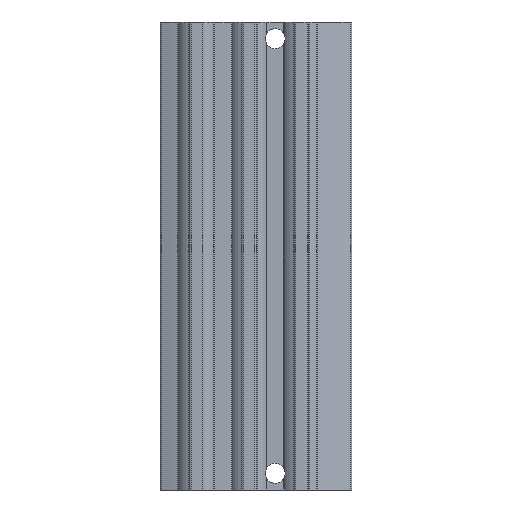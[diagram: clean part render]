
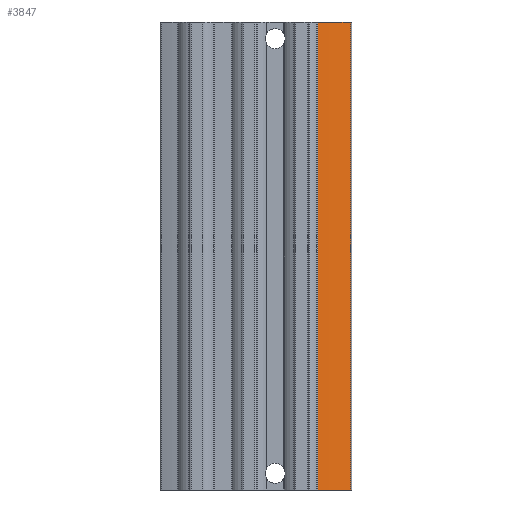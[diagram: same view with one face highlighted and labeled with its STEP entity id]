
A CAD part, front view. The second image highlights one B-rep face of the part: STEP entity #3847.
In plain terms, the highlighted cylindrical face has radius 60 mm (diameter 120 mm), a partial arc.
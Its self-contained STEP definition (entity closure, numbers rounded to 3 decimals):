
#213=CIRCLE('',#4121,60.);
#214=CIRCLE('',#4122,60.);
#560=ORIENTED_EDGE('',*,*,#1576,.F.);
#561=ORIENTED_EDGE('',*,*,#1575,.F.);
#562=ORIENTED_EDGE('',*,*,#1577,.T.);
#563=ORIENTED_EDGE('',*,*,#1578,.T.);
#1575=EDGE_CURVE('',#2077,#2076,#2426,.T.);
#1576=EDGE_CURVE('',#2076,#2078,#213,.T.);
#1577=EDGE_CURVE('',#2077,#2079,#214,.T.);
#1578=EDGE_CURVE('',#2079,#2078,#2427,.T.);
#2076=VERTEX_POINT('',#6338);
#2077=VERTEX_POINT('',#6340);
#2078=VERTEX_POINT('',#6344);
#2079=VERTEX_POINT('',#6346);
#2426=LINE('',#6341,#2678);
#2427=LINE('',#6347,#2679);
#2678=VECTOR('',#4627,1000.);
#2679=VECTOR('',#4634,1000.);
#2953=EDGE_LOOP('',(#560,#561,#562,#563));
#3347=FACE_BOUND('',#2953,.T.);
#3743=CYLINDRICAL_SURFACE('',#4120,60.);
#3847=ADVANCED_FACE('',(#3347),#3743,.T.);
#4120=AXIS2_PLACEMENT_3D('',#6342,#4628,#4629);
#4121=AXIS2_PLACEMENT_3D('',#6343,#4630,#4631);
#4122=AXIS2_PLACEMENT_3D('',#6345,#4632,#4633);
#4627=DIRECTION('',(0.,0.,1.));
#4628=DIRECTION('',(0.,0.,1.));
#4629=DIRECTION('',(1.,0.,0.));
#4630=DIRECTION('',(0.,0.,1.));
#4631=DIRECTION('',(1.,0.,0.));
#4632=DIRECTION('',(0.,0.,1.));
#4633=DIRECTION('',(1.,0.,0.));
#4634=DIRECTION('',(0.,0.,1.));
#6338=CARTESIAN_POINT('',(-21.382,4.442,0.));
#6340=CARTESIAN_POINT('',(-21.382,4.442,-98.5));
#6341=CARTESIAN_POINT('',(-21.382,4.442,-98.5));
#6342=CARTESIAN_POINT('',(-1.466,61.039,-98.5));
#6343=CARTESIAN_POINT('',(-1.466,61.039,0.));
#6344=CARTESIAN_POINT('',(-14.403,2.451,0.));
#6345=CARTESIAN_POINT('',(-1.466,61.039,-98.5));
#6346=CARTESIAN_POINT('',(-14.403,2.451,-98.5));
#6347=CARTESIAN_POINT('',(-14.403,2.451,-98.5));
